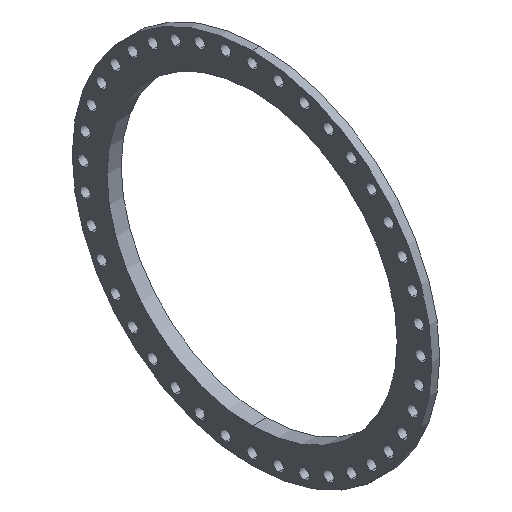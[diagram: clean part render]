
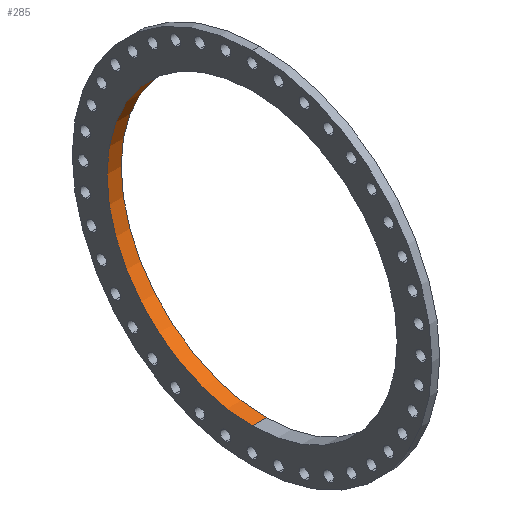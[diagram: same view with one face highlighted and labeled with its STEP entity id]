
A CAD part, isometric view. The second image highlights one B-rep face of the part: STEP entity #285.
In plain terms, the highlighted cylindrical face has radius 586.581 mm (diameter 1173.16 mm), a partial arc.
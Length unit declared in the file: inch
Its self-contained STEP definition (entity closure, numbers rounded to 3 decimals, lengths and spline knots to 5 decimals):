
#54 = VERTEX_POINT ( 'NONE', #490 ) ;
#97 = EDGE_CURVE ( 'NONE', #980, #1284, #1779, .T. ) ;
#217 = ORIENTED_EDGE ( 'NONE', *, *, #97, .T. ) ;
#221 = CARTESIAN_POINT ( 'NONE',  ( 2.11236, 0., 0. ) ) ;
#234 = DIRECTION ( 'NONE',  ( -1., 0., 0. ) ) ;
#285 = ADVANCED_FACE ( 'NONE', ( #784 ), #1309, .F. ) ;
#326 = CARTESIAN_POINT ( 'NONE',  ( 0., 0., -23.09375 ) ) ;
#338 = CIRCLE ( 'NONE', #3252, 23.09375 ) ;
#357 = ORIENTED_EDGE ( 'NONE', *, *, #2281, .F. ) ;
#490 = CARTESIAN_POINT ( 'NONE',  ( -0.13764, 0., -23.09375 ) ) ;
#528 = ORIENTED_EDGE ( 'NONE', *, *, #3218, .T. ) ;
#570 = ORIENTED_EDGE ( 'NONE', *, *, #1520, .F. ) ;
#784 = FACE_OUTER_BOUND ( 'NONE', #1300, .T. ) ;
#801 = VECTOR ( 'NONE', #1507, 39.37008 ) ;
#855 = DIRECTION ( 'NONE',  ( 0., 0., 1. ) ) ;
#879 = CARTESIAN_POINT ( 'NONE',  ( -0.13764, 0., 0. ) ) ;
#980 = VERTEX_POINT ( 'NONE', #2562 ) ;
#1057 = CARTESIAN_POINT ( 'NONE',  ( -0.13764, 0., 23.09375 ) ) ;
#1284 = VERTEX_POINT ( 'NONE', #1057 ) ;
#1300 = EDGE_LOOP ( 'NONE', ( #357, #570, #217, #528 ) ) ;
#1309 = CYLINDRICAL_SURFACE ( 'NONE', #2917, 23.09375 ) ;
#1392 = DIRECTION ( 'NONE',  ( -1., 0., 0. ) ) ;
#1507 = DIRECTION ( 'NONE',  ( -1., 0., 0. ) ) ;
#1520 = EDGE_CURVE ( 'NONE', #980, #2984, #2206, .T. ) ;
#1704 = CARTESIAN_POINT ( 'NONE',  ( 2.11236, 0., -23.09375 ) ) ;
#1779 = LINE ( 'NONE', #2544, #801 ) ;
#1814 = CARTESIAN_POINT ( 'NONE',  ( 0., 0., 0. ) ) ;
#1825 = AXIS2_PLACEMENT_3D ( 'NONE', #221, #234, #2759 ) ;
#2206 = CIRCLE ( 'NONE', #1825, 23.09375 ) ;
#2281 = EDGE_CURVE ( 'NONE', #2984, #54, #2918, .T. ) ;
#2481 = VECTOR ( 'NONE', #2899, 39.37008 ) ;
#2544 = CARTESIAN_POINT ( 'NONE',  ( 0., 0., 23.09375 ) ) ;
#2562 = CARTESIAN_POINT ( 'NONE',  ( 2.11236, 0., 23.09375 ) ) ;
#2759 = DIRECTION ( 'NONE',  ( 0., 0., 1. ) ) ;
#2850 = DIRECTION ( 'NONE',  ( 0., 0., 1. ) ) ;
#2873 = DIRECTION ( 'NONE',  ( -1., 0., 0. ) ) ;
#2899 = DIRECTION ( 'NONE',  ( -1., 0., 0. ) ) ;
#2917 = AXIS2_PLACEMENT_3D ( 'NONE', #1814, #2873, #2850 ) ;
#2918 = LINE ( 'NONE', #326, #2481 ) ;
#2984 = VERTEX_POINT ( 'NONE', #1704 ) ;
#3218 = EDGE_CURVE ( 'NONE', #1284, #54, #338, .T. ) ;
#3252 = AXIS2_PLACEMENT_3D ( 'NONE', #879, #1392, #855 ) ;
